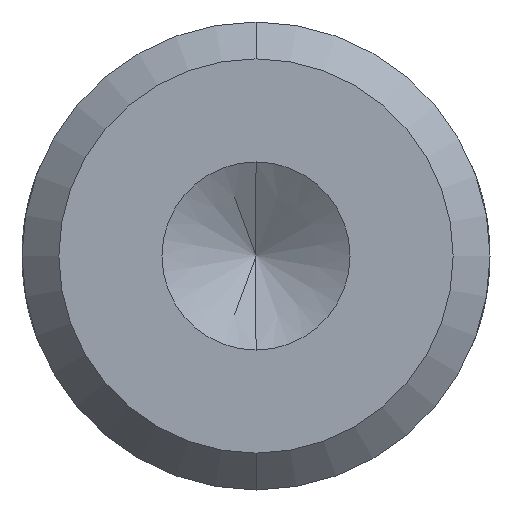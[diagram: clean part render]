
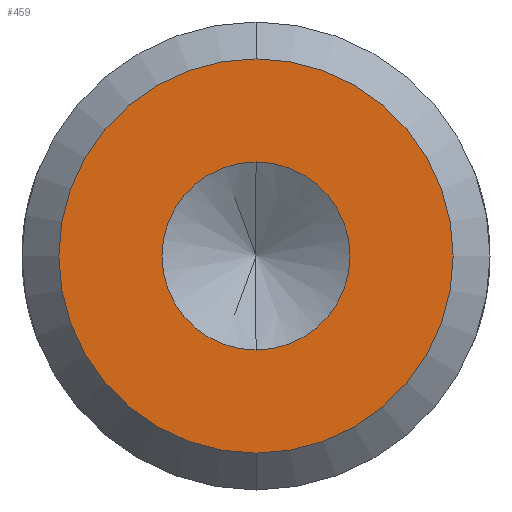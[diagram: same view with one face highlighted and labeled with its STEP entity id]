
A CAD part, front view. The second image highlights one B-rep face of the part: STEP entity #459.
In plain terms, the highlighted planar face has unit normal (0, -1, 0).
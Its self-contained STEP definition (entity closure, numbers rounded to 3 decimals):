
#48 = CIRCLE ( 'NONE', #196, 5.35 ) ;
#80 = EDGE_LOOP ( 'NONE', ( #169, #483 ) ) ;
#90 = DIRECTION ( 'NONE',  ( 0., -1., 0. ) ) ;
#143 = VERTEX_POINT ( 'NONE', #473 ) ;
#148 = DIRECTION ( 'NONE',  ( 0., 0., -1. ) ) ;
#169 = ORIENTED_EDGE ( 'NONE', *, *, #900, .F. ) ;
#171 = AXIS2_PLACEMENT_3D ( 'NONE', #264, #182, #638 ) ;
#182 = DIRECTION ( 'NONE',  ( 0., 1., 0. ) ) ;
#196 = AXIS2_PLACEMENT_3D ( 'NONE', #940, #90, #395 ) ;
#230 = DIRECTION ( 'NONE',  ( 0., -1., 0. ) ) ;
#233 = DIRECTION ( 'NONE',  ( 0., -1., 0. ) ) ;
#238 = FACE_BOUND ( 'NONE', #80, .T. ) ;
#259 = ORIENTED_EDGE ( 'NONE', *, *, #591, .T. ) ;
#264 = CARTESIAN_POINT ( 'NONE',  ( 0., 0., 0. ) ) ;
#283 = FACE_OUTER_BOUND ( 'NONE', #914, .T. ) ;
#285 = ORIENTED_EDGE ( 'NONE', *, *, #654, .T. ) ;
#312 = CIRCLE ( 'NONE', #817, 5.35 ) ;
#335 = PLANE ( 'NONE',  #171 ) ;
#349 = AXIS2_PLACEMENT_3D ( 'NONE', #842, #845, #148 ) ;
#366 = VERTEX_POINT ( 'NONE', #373 ) ;
#373 = CARTESIAN_POINT ( 'NONE',  ( 0., 0., -2.553 ) ) ;
#380 = DIRECTION ( 'NONE',  ( 0., 0., -1. ) ) ;
#387 = CARTESIAN_POINT ( 'NONE',  ( 0., 0., 0. ) ) ;
#395 = DIRECTION ( 'NONE',  ( 0., 0., -1. ) ) ;
#396 = DIRECTION ( 'NONE',  ( 0., 0., -1. ) ) ;
#416 = CIRCLE ( 'NONE', #349, 2.553 ) ;
#459 = ADVANCED_FACE ( 'NONE', ( #238, #283 ), #335, .F. ) ;
#462 = VERTEX_POINT ( 'NONE', #575 ) ;
#472 = CARTESIAN_POINT ( 'NONE',  ( 0., 0., 2.553 ) ) ;
#473 = CARTESIAN_POINT ( 'NONE',  ( 0., 0., 5.35 ) ) ;
#483 = ORIENTED_EDGE ( 'NONE', *, *, #966, .F. ) ;
#556 = CARTESIAN_POINT ( 'NONE',  ( 0., 0., 0. ) ) ;
#575 = CARTESIAN_POINT ( 'NONE',  ( 0., 0., -5.35 ) ) ;
#591 = EDGE_CURVE ( 'NONE', #462, #143, #312, .T. ) ;
#638 = DIRECTION ( 'NONE',  ( 0., 0., 1. ) ) ;
#654 = EDGE_CURVE ( 'NONE', #143, #462, #48, .T. ) ;
#771 = CIRCLE ( 'NONE', #926, 2.553 ) ;
#817 = AXIS2_PLACEMENT_3D ( 'NONE', #556, #230, #380 ) ;
#842 = CARTESIAN_POINT ( 'NONE',  ( 0., 0., 0. ) ) ;
#845 = DIRECTION ( 'NONE',  ( 0., -1., 0. ) ) ;
#900 = EDGE_CURVE ( 'NONE', #366, #1002, #416, .T. ) ;
#914 = EDGE_LOOP ( 'NONE', ( #285, #259 ) ) ;
#926 = AXIS2_PLACEMENT_3D ( 'NONE', #387, #233, #396 ) ;
#940 = CARTESIAN_POINT ( 'NONE',  ( 0., 0., 0. ) ) ;
#966 = EDGE_CURVE ( 'NONE', #1002, #366, #771, .T. ) ;
#1002 = VERTEX_POINT ( 'NONE', #472 ) ;
